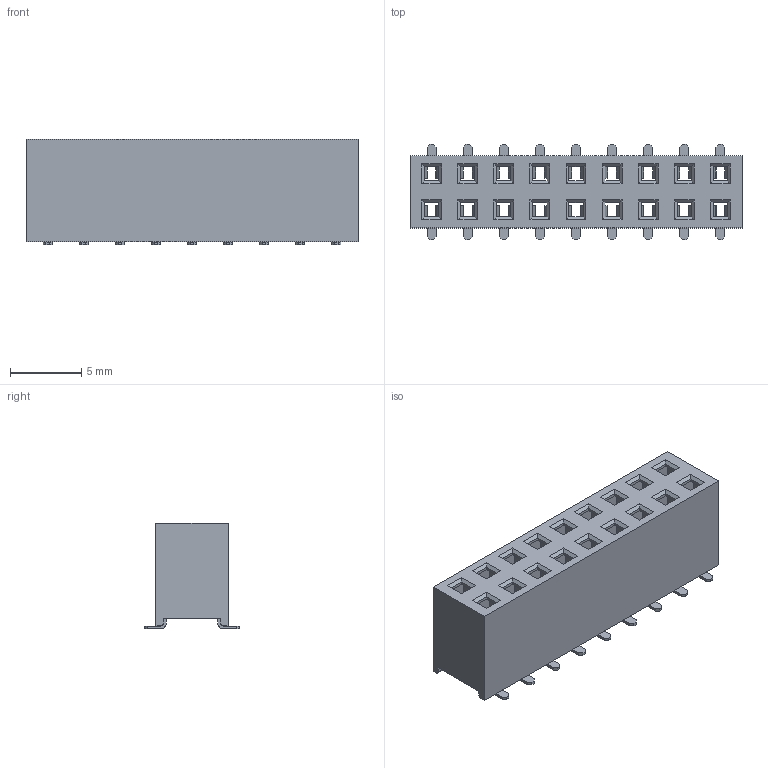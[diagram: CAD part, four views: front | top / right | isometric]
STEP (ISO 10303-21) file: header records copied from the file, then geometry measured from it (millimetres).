
FILE_DESCRIPTION(/* description */ ('Unknown'),/* implementation_level */ '2;1');
FILE_NAME(/* name */ 'J_Wurth_WR-PHD_61001821821',/* time_stamp */ '2025-04-22T14:06:54+08:00',/* author */ ('Unknown'),/* organization */ ('Unknown'),/* preprocessor_version */ 'ST-DEVELOPER v19.4',/* originating_system */ 'Solid Edge',/* authorisation */ 'Unknown');
FILE_SCHEMA (('AUTOMOTIVE_DESIGN {1 0 10303 214 3 1 1}'));
Length unit declared in the file: millimetre
Products named in the file (2): J_Wurth_WR-PHD_61001821821
Assembly tree (1 placements, depth 2):
  J_Wurth_WR-PHD_61001821821
    J_Wurth_WR-PHD_61001821821
Bounding box: 23.36 x 6.7 x 7.45 mm (x, y, z)
Volume: 525.9 mm3; surface area: 2242 mm2
Topology: 19 solids, 19 shells, 1452 faces, 3954 edges, 2540 vertices
Faces by surface type: plane 946, cylinder 506
Entity records: 45822 total; most frequent: CARTESIAN_POINT 8812, ORIENTED_EDGE 7908, DIRECTION 7442, EDGE_CURVE 3954, LINE 2798, VECTOR 2798, VERTEX_POINT 2540, AXIS2_PLACEMENT_3D 2322
